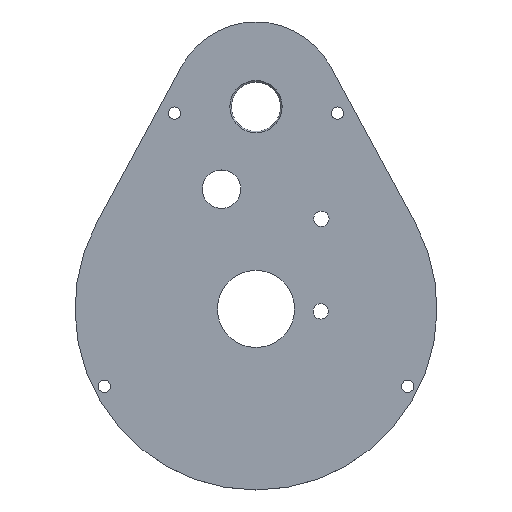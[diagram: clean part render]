
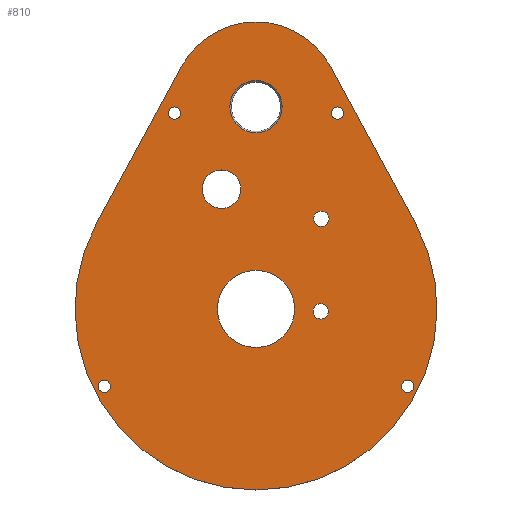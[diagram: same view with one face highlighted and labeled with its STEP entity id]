
A CAD part, top view. The second image highlights one B-rep face of the part: STEP entity #810.
In plain terms, the highlighted planar face has unit normal (0, 0, 1).
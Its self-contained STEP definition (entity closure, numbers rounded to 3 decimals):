
#62=CARTESIAN_POINT('Vertex',(-6.97,15.54,1.5)) ;
#76=CARTESIAN_POINT('Vertex',(-1.97,15.54,1.5)) ;
#79=CARTESIAN_POINT('Axis2P3D Location',(-4.47,15.54,1.5)) ;
#96=CARTESIAN_POINT('Axis2P3D Location',(-4.47,15.54,1.5)) ;
#119=CARTESIAN_POINT('Vertex',(0.,-23.5,1.5)) ;
#133=CARTESIAN_POINT('Vertex',(20.665,11.19,1.5)) ;
#136=CARTESIAN_POINT('Axis2P3D Location',(0.,0.,1.5)) ;
#164=CARTESIAN_POINT('Vertex',(9.673,31.488,1.5)) ;
#167=CARTESIAN_POINT('Line Origine',(15.169,21.339,1.5)) ;
#195=CARTESIAN_POINT('Vertex',(0.,37.25,1.5)) ;
#198=CARTESIAN_POINT('Axis2P3D Location',(0.,26.25,1.5)) ;
#221=CARTESIAN_POINT('Vertex',(-9.673,31.488,1.5)) ;
#224=CARTESIAN_POINT('Axis2P3D Location',(0.,26.25,1.5)) ;
#252=CARTESIAN_POINT('Vertex',(-20.665,11.19,1.5)) ;
#255=CARTESIAN_POINT('Line Origine',(-15.169,21.339,1.5)) ;
#272=CARTESIAN_POINT('Axis2P3D Location',(0.,0.,1.5)) ;
#289=CARTESIAN_POINT('Axis2P3D Location',(0.,0.,1.5)) ;
#293=CARTESIAN_POINT('Vertex',(5.,0.,1.5)) ;
#295=CARTESIAN_POINT('Vertex',(-5.,0.,1.5)) ;
#324=CARTESIAN_POINT('Axis2P3D Location',(0.,0.,1.5)) ;
#346=CARTESIAN_POINT('Axis2P3D Location',(-19.7,-10.03,1.5)) ;
#350=CARTESIAN_POINT('Vertex',(-20.5,-10.03,1.5)) ;
#352=CARTESIAN_POINT('Vertex',(-18.9,-10.03,1.5)) ;
#381=CARTESIAN_POINT('Axis2P3D Location',(-19.7,-10.03,1.5)) ;
#403=CARTESIAN_POINT('Axis2P3D Location',(-10.56,25.42,1.5)) ;
#407=CARTESIAN_POINT('Vertex',(-11.36,25.42,1.5)) ;
#409=CARTESIAN_POINT('Vertex',(-9.76,25.42,1.5)) ;
#438=CARTESIAN_POINT('Axis2P3D Location',(-10.56,25.42,1.5)) ;
#460=CARTESIAN_POINT('Axis2P3D Location',(19.7,-10.03,1.5)) ;
#464=CARTESIAN_POINT('Vertex',(20.5,-10.03,1.5)) ;
#466=CARTESIAN_POINT('Vertex',(18.9,-10.03,1.5)) ;
#495=CARTESIAN_POINT('Axis2P3D Location',(19.7,-10.03,1.5)) ;
#517=CARTESIAN_POINT('Axis2P3D Location',(10.56,25.42,1.5)) ;
#521=CARTESIAN_POINT('Vertex',(11.36,25.42,1.5)) ;
#523=CARTESIAN_POINT('Vertex',(9.76,25.42,1.5)) ;
#552=CARTESIAN_POINT('Axis2P3D Location',(10.56,25.42,1.5)) ;
#580=CARTESIAN_POINT('Vertex',(7.4,-0.31,1.5)) ;
#594=CARTESIAN_POINT('Vertex',(9.4,-0.31,1.5)) ;
#597=CARTESIAN_POINT('Axis2P3D Location',(8.4,-0.31,1.5)) ;
#614=CARTESIAN_POINT('Axis2P3D Location',(8.4,-0.31,1.5)) ;
#637=CARTESIAN_POINT('Vertex',(7.48,11.7,1.5)) ;
#651=CARTESIAN_POINT('Vertex',(9.48,11.7,1.5)) ;
#654=CARTESIAN_POINT('Axis2P3D Location',(8.48,11.7,1.5)) ;
#671=CARTESIAN_POINT('Axis2P3D Location',(8.48,11.7,1.5)) ;
#747=CARTESIAN_POINT('Axis2P3D Location',(0.,0.,1.5)) ;
#760=CARTESIAN_POINT('Axis2P3D Location',(0.,26.25,1.5)) ;
#764=CARTESIAN_POINT('Vertex',(-3.4,26.25,1.5)) ;
#766=CARTESIAN_POINT('Vertex',(3.4,26.25,1.5)) ;
#769=CARTESIAN_POINT('Axis2P3D Location',(0.,26.25,1.5)) ;
#80=DIRECTION('Axis2P3D Direction',(0.,-0.,-1.)) ;
#97=DIRECTION('Axis2P3D Direction',(0.,-0.,-1.)) ;
#137=DIRECTION('Axis2P3D Direction',(0.,0.,1.)) ;
#168=DIRECTION('Vector Direction',(0.476,-0.879,0.)) ;
#199=DIRECTION('Axis2P3D Direction',(0.,0.,1.)) ;
#225=DIRECTION('Axis2P3D Direction',(0.,0.,1.)) ;
#256=DIRECTION('Vector Direction',(-0.476,-0.879,0.)) ;
#273=DIRECTION('Axis2P3D Direction',(0.,0.,1.)) ;
#290=DIRECTION('Axis2P3D Direction',(0.,0.,1.)) ;
#325=DIRECTION('Axis2P3D Direction',(0.,0.,1.)) ;
#347=DIRECTION('Axis2P3D Direction',(0.,0.,1.)) ;
#382=DIRECTION('Axis2P3D Direction',(0.,0.,1.)) ;
#404=DIRECTION('Axis2P3D Direction',(0.,0.,1.)) ;
#439=DIRECTION('Axis2P3D Direction',(0.,0.,1.)) ;
#461=DIRECTION('Axis2P3D Direction',(0.,0.,1.)) ;
#496=DIRECTION('Axis2P3D Direction',(0.,0.,1.)) ;
#518=DIRECTION('Axis2P3D Direction',(0.,0.,1.)) ;
#553=DIRECTION('Axis2P3D Direction',(0.,0.,1.)) ;
#598=DIRECTION('Axis2P3D Direction',(0.,-0.,-1.)) ;
#615=DIRECTION('Axis2P3D Direction',(0.,-0.,-1.)) ;
#655=DIRECTION('Axis2P3D Direction',(0.,-0.,-1.)) ;
#672=DIRECTION('Axis2P3D Direction',(0.,-0.,-1.)) ;
#748=DIRECTION('Axis2P3D Direction',(0.,0.,1.)) ;
#749=DIRECTION('Axis2P3D XDirection',(1.,0.,0.)) ;
#761=DIRECTION('Axis2P3D Direction',(0.,0.,1.)) ;
#770=DIRECTION('Axis2P3D Direction',(0.,0.,1.)) ;
#81=AXIS2_PLACEMENT_3D('Circle Axis2P3D',#79,#80,$) ;
#98=AXIS2_PLACEMENT_3D('Circle Axis2P3D',#96,#97,$) ;
#138=AXIS2_PLACEMENT_3D('Circle Axis2P3D',#136,#137,$) ;
#200=AXIS2_PLACEMENT_3D('Circle Axis2P3D',#198,#199,$) ;
#226=AXIS2_PLACEMENT_3D('Circle Axis2P3D',#224,#225,$) ;
#274=AXIS2_PLACEMENT_3D('Circle Axis2P3D',#272,#273,$) ;
#291=AXIS2_PLACEMENT_3D('Circle Axis2P3D',#289,#290,$) ;
#326=AXIS2_PLACEMENT_3D('Circle Axis2P3D',#324,#325,$) ;
#348=AXIS2_PLACEMENT_3D('Circle Axis2P3D',#346,#347,$) ;
#383=AXIS2_PLACEMENT_3D('Circle Axis2P3D',#381,#382,$) ;
#405=AXIS2_PLACEMENT_3D('Circle Axis2P3D',#403,#404,$) ;
#440=AXIS2_PLACEMENT_3D('Circle Axis2P3D',#438,#439,$) ;
#462=AXIS2_PLACEMENT_3D('Circle Axis2P3D',#460,#461,$) ;
#497=AXIS2_PLACEMENT_3D('Circle Axis2P3D',#495,#496,$) ;
#519=AXIS2_PLACEMENT_3D('Circle Axis2P3D',#517,#518,$) ;
#554=AXIS2_PLACEMENT_3D('Circle Axis2P3D',#552,#553,$) ;
#599=AXIS2_PLACEMENT_3D('Circle Axis2P3D',#597,#598,$) ;
#616=AXIS2_PLACEMENT_3D('Circle Axis2P3D',#614,#615,$) ;
#656=AXIS2_PLACEMENT_3D('Circle Axis2P3D',#654,#655,$) ;
#673=AXIS2_PLACEMENT_3D('Circle Axis2P3D',#671,#672,$) ;
#750=AXIS2_PLACEMENT_3D('Plane Axis2P3D',#747,#748,#749) ;
#762=AXIS2_PLACEMENT_3D('Circle Axis2P3D',#760,#761,$) ;
#771=AXIS2_PLACEMENT_3D('Circle Axis2P3D',#769,#770,$) ;
#753=ORIENTED_EDGE('',*,*,#140,.T.) ;
#754=ORIENTED_EDGE('',*,*,#171,.T.) ;
#755=ORIENTED_EDGE('',*,*,#202,.T.) ;
#756=ORIENTED_EDGE('',*,*,#228,.T.) ;
#757=ORIENTED_EDGE('',*,*,#259,.T.) ;
#758=ORIENTED_EDGE('',*,*,#276,.T.) ;
#775=ORIENTED_EDGE('',*,*,#768,.F.) ;
#776=ORIENTED_EDGE('',*,*,#773,.F.) ;
#779=ORIENTED_EDGE('',*,*,#100,.F.) ;
#780=ORIENTED_EDGE('',*,*,#83,.F.) ;
#783=ORIENTED_EDGE('',*,*,#675,.F.) ;
#784=ORIENTED_EDGE('',*,*,#658,.F.) ;
#787=ORIENTED_EDGE('',*,*,#618,.F.) ;
#788=ORIENTED_EDGE('',*,*,#601,.F.) ;
#791=ORIENTED_EDGE('',*,*,#556,.F.) ;
#792=ORIENTED_EDGE('',*,*,#525,.F.) ;
#795=ORIENTED_EDGE('',*,*,#499,.F.) ;
#796=ORIENTED_EDGE('',*,*,#468,.F.) ;
#799=ORIENTED_EDGE('',*,*,#442,.F.) ;
#800=ORIENTED_EDGE('',*,*,#411,.F.) ;
#803=ORIENTED_EDGE('',*,*,#385,.F.) ;
#804=ORIENTED_EDGE('',*,*,#354,.F.) ;
#807=ORIENTED_EDGE('',*,*,#328,.F.) ;
#808=ORIENTED_EDGE('',*,*,#297,.F.) ;
#777=FACE_BOUND('',#774,.T.) ;
#781=FACE_BOUND('',#778,.T.) ;
#785=FACE_BOUND('',#782,.T.) ;
#789=FACE_BOUND('',#786,.T.) ;
#793=FACE_BOUND('',#790,.T.) ;
#797=FACE_BOUND('',#794,.T.) ;
#801=FACE_BOUND('',#798,.T.) ;
#805=FACE_BOUND('',#802,.T.) ;
#809=FACE_BOUND('',#806,.T.) ;
#169=VECTOR('Line Direction',#168,1.) ;
#257=VECTOR('Line Direction',#256,1.) ;
#810=ADVANCED_FACE('Corps principal',(#759,#777,#781,#785,#789,#793,#797,#801,#805,#809),#751,.T.) ;
#82=CIRCLE('generated circle',#81,2.5) ;
#99=CIRCLE('generated circle',#98,2.5) ;
#139=CIRCLE('generated circle',#138,23.5) ;
#201=CIRCLE('generated circle',#200,11.) ;
#227=CIRCLE('generated circle',#226,11.) ;
#275=CIRCLE('generated circle',#274,23.5) ;
#292=CIRCLE('generated circle',#291,5.) ;
#327=CIRCLE('generated circle',#326,5.) ;
#349=CIRCLE('generated circle',#348,0.8) ;
#384=CIRCLE('generated circle',#383,0.8) ;
#406=CIRCLE('generated circle',#405,0.8) ;
#441=CIRCLE('generated circle',#440,0.8) ;
#463=CIRCLE('generated circle',#462,0.8) ;
#498=CIRCLE('generated circle',#497,0.8) ;
#520=CIRCLE('generated circle',#519,0.8) ;
#555=CIRCLE('generated circle',#554,0.8) ;
#600=CIRCLE('generated circle',#599,1.) ;
#617=CIRCLE('generated circle',#616,1.) ;
#657=CIRCLE('generated circle',#656,1.) ;
#674=CIRCLE('generated circle',#673,1.) ;
#763=CIRCLE('generated circle',#762,3.4) ;
#772=CIRCLE('generated circle',#771,3.4) ;
#83=EDGE_CURVE('',#77,#63,#82,.F.) ;
#100=EDGE_CURVE('',#63,#77,#99,.F.) ;
#140=EDGE_CURVE('',#120,#134,#139,.T.) ;
#171=EDGE_CURVE('',#134,#165,#170,.F.) ;
#202=EDGE_CURVE('',#165,#196,#201,.T.) ;
#228=EDGE_CURVE('',#196,#222,#227,.T.) ;
#259=EDGE_CURVE('',#222,#253,#258,.T.) ;
#276=EDGE_CURVE('',#253,#120,#275,.T.) ;
#297=EDGE_CURVE('',#294,#296,#292,.T.) ;
#328=EDGE_CURVE('',#296,#294,#327,.T.) ;
#354=EDGE_CURVE('',#351,#353,#349,.T.) ;
#385=EDGE_CURVE('',#353,#351,#384,.T.) ;
#411=EDGE_CURVE('',#408,#410,#406,.T.) ;
#442=EDGE_CURVE('',#410,#408,#441,.T.) ;
#468=EDGE_CURVE('',#465,#467,#463,.T.) ;
#499=EDGE_CURVE('',#467,#465,#498,.T.) ;
#525=EDGE_CURVE('',#522,#524,#520,.T.) ;
#556=EDGE_CURVE('',#524,#522,#555,.T.) ;
#601=EDGE_CURVE('',#595,#581,#600,.F.) ;
#618=EDGE_CURVE('',#581,#595,#617,.F.) ;
#658=EDGE_CURVE('',#652,#638,#657,.F.) ;
#675=EDGE_CURVE('',#638,#652,#674,.F.) ;
#768=EDGE_CURVE('',#765,#767,#763,.T.) ;
#773=EDGE_CURVE('',#767,#765,#772,.T.) ;
#752=EDGE_LOOP('',(#753,#754,#755,#756,#757,#758)) ;
#774=EDGE_LOOP('',(#775,#776)) ;
#778=EDGE_LOOP('',(#779,#780)) ;
#782=EDGE_LOOP('',(#783,#784)) ;
#786=EDGE_LOOP('',(#787,#788)) ;
#790=EDGE_LOOP('',(#791,#792)) ;
#794=EDGE_LOOP('',(#795,#796)) ;
#798=EDGE_LOOP('',(#799,#800)) ;
#802=EDGE_LOOP('',(#803,#804)) ;
#806=EDGE_LOOP('',(#807,#808)) ;
#759=FACE_OUTER_BOUND('',#752,.T.) ;
#170=LINE('Line',#167,#169) ;
#258=LINE('Line',#255,#257) ;
#751=PLANE('',#750) ;
#63=VERTEX_POINT('',#62) ;
#77=VERTEX_POINT('',#76) ;
#120=VERTEX_POINT('',#119) ;
#134=VERTEX_POINT('',#133) ;
#165=VERTEX_POINT('',#164) ;
#196=VERTEX_POINT('',#195) ;
#222=VERTEX_POINT('',#221) ;
#253=VERTEX_POINT('',#252) ;
#294=VERTEX_POINT('',#293) ;
#296=VERTEX_POINT('',#295) ;
#351=VERTEX_POINT('',#350) ;
#353=VERTEX_POINT('',#352) ;
#408=VERTEX_POINT('',#407) ;
#410=VERTEX_POINT('',#409) ;
#465=VERTEX_POINT('',#464) ;
#467=VERTEX_POINT('',#466) ;
#522=VERTEX_POINT('',#521) ;
#524=VERTEX_POINT('',#523) ;
#581=VERTEX_POINT('',#580) ;
#595=VERTEX_POINT('',#594) ;
#638=VERTEX_POINT('',#637) ;
#652=VERTEX_POINT('',#651) ;
#765=VERTEX_POINT('',#764) ;
#767=VERTEX_POINT('',#766) ;
